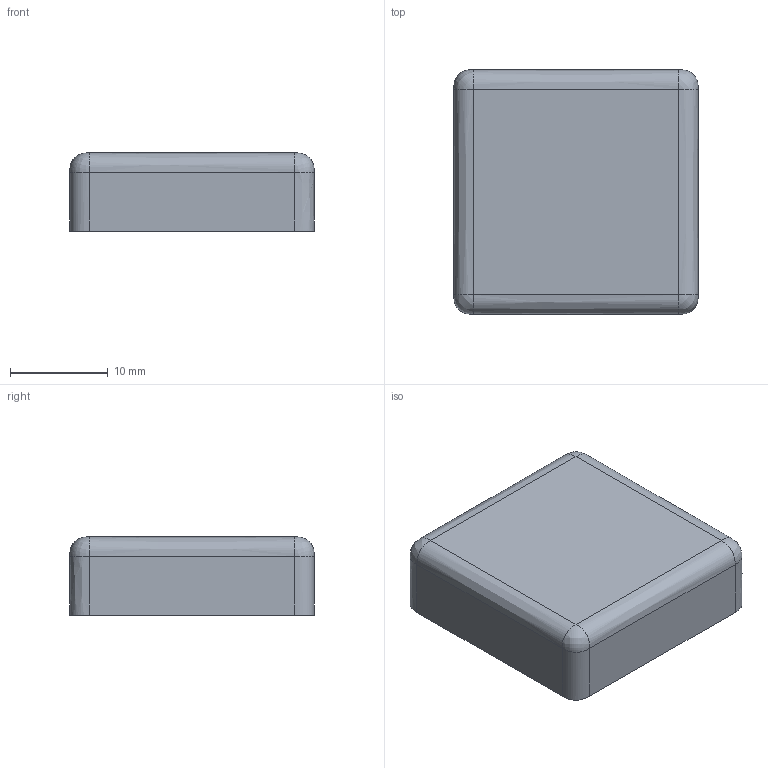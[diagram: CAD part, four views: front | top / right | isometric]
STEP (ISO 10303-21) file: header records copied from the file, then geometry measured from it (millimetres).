
FILE_DESCRIPTION(/* description */ ('STEP AP242','CAx-IF Rec.Pracs.---Representation and Presentation of Product Manufacturing Information (PMI)---4.0---2014-10-13','CAx-IF Rec.Pracs.---3D Tessellated Geometry---0.4---2014-09-14','2;1'),/* implementation_level */ '2;1');
FILE_NAME(/* name */ '65166ec1992be108e91724c1',/* time_stamp */ '2023-09-29T06:29:22Z',/* author */ (''),/* organization */ (''),/* preprocessor_version */ 'ST-DEVELOPER v19.4',/* originating_system */ ' ',/* authorisation */ ' ');
FILE_SCHEMA (('AP242_MANAGED_MODEL_BASED_3D_ENGINEERING_MIM_LF { 1 0 10303 442 1 1 4 }'));
Length unit declared in the file: metre
Products named in the file (1): Part 1
Bounding box: 25 x 25 x 8 mm (x, y, z)
Volume: 1455.4 mm3; surface area: 2534.2 mm2
Topology: 1 solids, 1 shells, 35 faces, 72 edges, 40 vertices
Faces by surface type: bspline 24, plane 11
Entity records: 4120 total; most frequent: CARTESIAN_POINT 3572, ORIENTED_EDGE 144, EDGE_CURVE 72, B_SPLINE_CURVE_WITH_KNOTS 64, VERTEX_POINT 40, EDGE_LOOP 36, FACE_BOUND 36, ADVANCED_FACE 35
